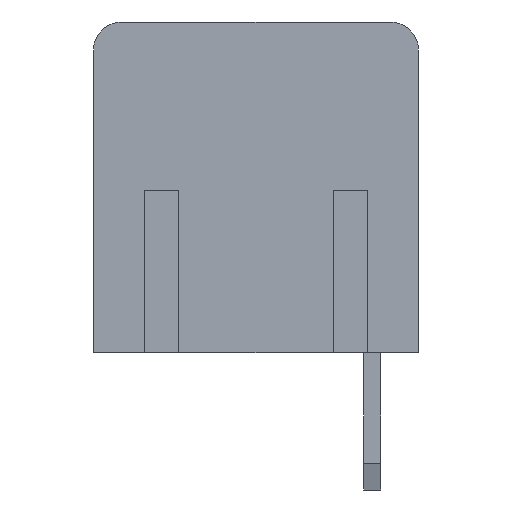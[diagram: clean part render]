
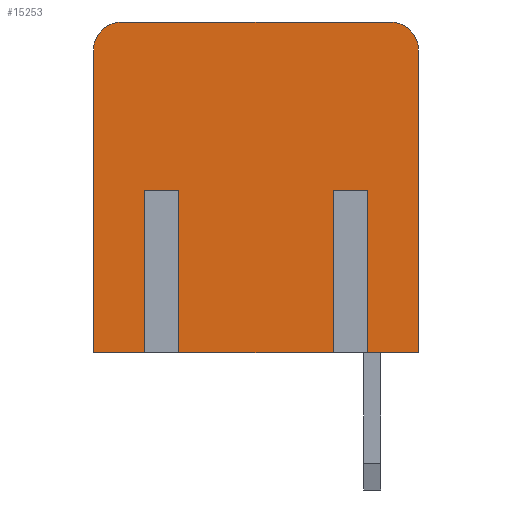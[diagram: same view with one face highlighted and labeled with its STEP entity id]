
A CAD part, left-side view. The second image highlights one B-rep face of the part: STEP entity #15253.
In plain terms, the highlighted planar face has unit normal (-1, 0, 0).
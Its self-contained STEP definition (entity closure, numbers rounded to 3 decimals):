
#800=PLANE('',#16040);
#1489=LINE('',#20219,#2607);
#1497=LINE('',#20235,#2615);
#1505=LINE('',#20251,#2623);
#1674=LINE('',#20601,#2792);
#1675=LINE('',#20603,#2793);
#1680=LINE('',#20614,#2798);
#1696=LINE('',#20647,#2814);
#1697=LINE('',#20649,#2815);
#1698=LINE('',#20651,#2816);
#1699=LINE('',#20654,#2817);
#1700=LINE('',#20656,#2818);
#1701=LINE('',#20658,#2819);
#2607=VECTOR('',#17283,1000.);
#2615=VECTOR('',#17291,1000.);
#2623=VECTOR('',#17299,1000.);
#2792=VECTOR('',#17526,1000.);
#2793=VECTOR('',#17529,1000.);
#2798=VECTOR('',#17536,1000.);
#2814=VECTOR('',#17568,1000.);
#2815=VECTOR('',#17569,1000.);
#2816=VECTOR('',#17570,1000.);
#2817=VECTOR('',#17575,1000.);
#2818=VECTOR('',#17576,1000.);
#2819=VECTOR('',#17577,1000.);
#4256=ORIENTED_EDGE('',*,*,#7598,.F.);
#4257=ORIENTED_EDGE('',*,*,#7599,.T.);
#4258=ORIENTED_EDGE('',*,*,#7600,.T.);
#4259=ORIENTED_EDGE('',*,*,#7391,.F.);
#4260=ORIENTED_EDGE('',*,*,#7576,.F.);
#4261=ORIENTED_EDGE('',*,*,#7601,.T.);
#4262=ORIENTED_EDGE('',*,*,#7582,.T.);
#4263=ORIENTED_EDGE('',*,*,#7602,.T.);
#4264=ORIENTED_EDGE('',*,*,#7577,.T.);
#4265=ORIENTED_EDGE('',*,*,#7407,.F.);
#4266=ORIENTED_EDGE('',*,*,#7603,.F.);
#4267=ORIENTED_EDGE('',*,*,#7604,.T.);
#4268=ORIENTED_EDGE('',*,*,#7605,.T.);
#4269=ORIENTED_EDGE('',*,*,#7399,.F.);
#7391=EDGE_CURVE('',#9121,#9122,#1489,.T.);
#7399=EDGE_CURVE('',#9129,#9130,#1497,.T.);
#7407=EDGE_CURVE('',#9137,#9138,#1505,.T.);
#7576=EDGE_CURVE('',#9289,#9121,#1674,.T.);
#7577=EDGE_CURVE('',#9290,#9138,#1675,.T.);
#7582=EDGE_CURVE('',#9295,#9294,#1680,.T.);
#7598=EDGE_CURVE('',#9304,#9129,#1696,.T.);
#7599=EDGE_CURVE('',#9304,#9305,#1697,.T.);
#7600=EDGE_CURVE('',#9305,#9122,#1698,.T.);
#7601=EDGE_CURVE('',#9289,#9295,#10094,.T.);
#7602=EDGE_CURVE('',#9294,#9290,#10095,.T.);
#7603=EDGE_CURVE('',#9306,#9137,#1699,.T.);
#7604=EDGE_CURVE('',#9306,#9307,#1700,.T.);
#7605=EDGE_CURVE('',#9307,#9130,#1701,.T.);
#9121=VERTEX_POINT('',#20218);
#9122=VERTEX_POINT('',#20220);
#9129=VERTEX_POINT('',#20234);
#9130=VERTEX_POINT('',#20236);
#9137=VERTEX_POINT('',#20250);
#9138=VERTEX_POINT('',#20252);
#9289=VERTEX_POINT('',#20600);
#9290=VERTEX_POINT('',#20604);
#9294=VERTEX_POINT('',#20613);
#9295=VERTEX_POINT('',#20615);
#9304=VERTEX_POINT('',#20648);
#9305=VERTEX_POINT('',#20650);
#9306=VERTEX_POINT('',#20655);
#9307=VERTEX_POINT('',#20657);
#10094=CIRCLE('',#16041,1.041);
#10095=CIRCLE('',#16042,1.041);
#10395=EDGE_LOOP('',(#4256,#4257,#4258,#4259,#4260,#4261,#4262,#4263,#4264,
#4265,#4266,#4267,#4268,#4269));
#11167=FACE_BOUND('',#10395,.T.);
#15253=ADVANCED_FACE('',(#11167),#800,.T.);
#16040=AXIS2_PLACEMENT_3D('',#20646,#17566,#17567);
#16041=AXIS2_PLACEMENT_3D('',#20652,#17571,#17572);
#16042=AXIS2_PLACEMENT_3D('',#20653,#17573,#17574);
#17283=DIRECTION('',(0.,1.,0.));
#17291=DIRECTION('',(0.,1.,0.));
#17299=DIRECTION('',(0.,1.,0.));
#17526=DIRECTION('',(0.,0.,-1.));
#17529=DIRECTION('',(0.,0.,-1.));
#17536=DIRECTION('',(0.,1.,0.));
#17566=DIRECTION('',(-1.,0.,0.));
#17567=DIRECTION('',(0.,0.,1.));
#17568=DIRECTION('',(0.,0.,-1.));
#17569=DIRECTION('',(0.,-1.,0.));
#17570=DIRECTION('',(0.,0.,-1.));
#17571=DIRECTION('',(-1.,0.,0.));
#17572=DIRECTION('',(0.,0.,1.));
#17573=DIRECTION('',(-1.,0.,0.));
#17574=DIRECTION('',(0.,0.,1.));
#17575=DIRECTION('',(0.,0.,-1.));
#17576=DIRECTION('',(0.,-1.,0.));
#17577=DIRECTION('',(0.,0.,-1.));
#20218=CARTESIAN_POINT('',(-30.493,-1.714,0.));
#20219=CARTESIAN_POINT('',(-30.493,-1.714,0.));
#20220=CARTESIAN_POINT('',(-30.493,0.597,0.));
#20234=CARTESIAN_POINT('',(-30.493,0.991,0.));
#20235=CARTESIAN_POINT('',(-30.493,-1.714,0.));
#20236=CARTESIAN_POINT('',(-30.493,7.595,0.));
#20250=CARTESIAN_POINT('',(-30.493,7.988,0.));
#20251=CARTESIAN_POINT('',(-30.493,-1.714,0.));
#20252=CARTESIAN_POINT('',(-30.493,10.3,0.));
#20600=CARTESIAN_POINT('',(-30.493,-1.714,11.176));
#20601=CARTESIAN_POINT('',(-30.493,-1.714,12.217));
#20603=CARTESIAN_POINT('',(-30.493,10.3,12.217));
#20604=CARTESIAN_POINT('',(-30.493,10.3,11.176));
#20613=CARTESIAN_POINT('',(-30.493,9.258,12.217));
#20614=CARTESIAN_POINT('',(-30.493,-1.714,12.217));
#20615=CARTESIAN_POINT('',(-30.493,-0.673,12.217));
#20646=CARTESIAN_POINT('',(-30.493,-1.714,12.217));
#20647=CARTESIAN_POINT('',(-30.493,0.991,5.994));
#20648=CARTESIAN_POINT('',(-30.493,0.991,5.994));
#20649=CARTESIAN_POINT('',(-30.493,0.991,5.994));
#20650=CARTESIAN_POINT('',(-30.493,0.597,5.994));
#20651=CARTESIAN_POINT('',(-30.493,0.597,5.994));
#20652=CARTESIAN_POINT('',(-30.493,-0.673,11.176));
#20653=CARTESIAN_POINT('',(-30.493,9.258,11.176));
#20654=CARTESIAN_POINT('',(-30.493,7.988,5.994));
#20655=CARTESIAN_POINT('',(-30.493,7.988,5.994));
#20656=CARTESIAN_POINT('',(-30.493,7.988,5.994));
#20657=CARTESIAN_POINT('',(-30.493,7.595,5.994));
#20658=CARTESIAN_POINT('',(-30.493,7.595,5.994));
